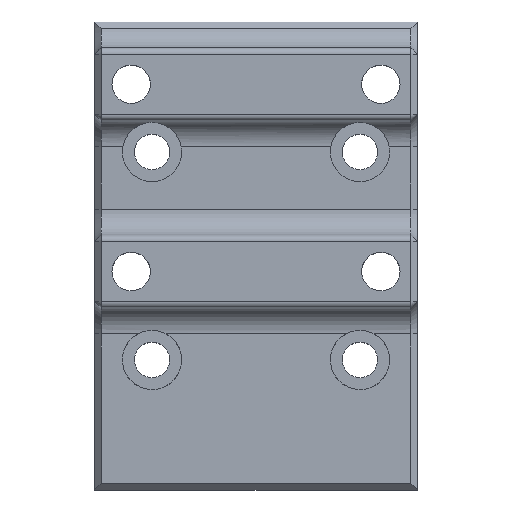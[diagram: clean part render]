
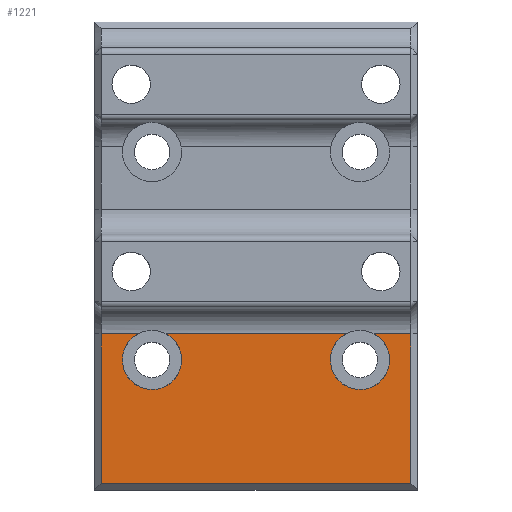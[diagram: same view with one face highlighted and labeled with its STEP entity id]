
A CAD part, top view. The second image highlights one B-rep face of the part: STEP entity #1221.
In plain terms, the highlighted planar face has unit normal (0, 0, 1).
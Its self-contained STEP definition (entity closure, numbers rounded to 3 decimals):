
#75=PLANE('',#1342);
#134=FACE_OUTER_BOUND('',#213,.T.);
#213=EDGE_LOOP('',(#988,#989,#990,#991,#992,#993,#994,#995,#996,#997));
#300=LINE('',#1903,#415);
#302=LINE('',#1907,#417);
#310=LINE('',#1926,#425);
#339=LINE('',#2003,#454);
#340=LINE('',#2009,#455);
#341=LINE('',#2014,#456);
#415=VECTOR('',#1521,10.);
#417=VECTOR('',#1525,10.);
#425=VECTOR('',#1543,10.);
#454=VECTOR('',#1628,10.);
#455=VECTOR('',#1633,10.);
#456=VECTOR('',#1638,10.);
#520=CIRCLE('',#1343,2.85);
#521=CIRCLE('',#1344,2.85);
#522=CIRCLE('',#1345,2.85);
#523=CIRCLE('',#1346,2.85);
#583=VERTEX_POINT('',#1900);
#584=VERTEX_POINT('',#1902);
#585=VERTEX_POINT('',#1906);
#591=VERTEX_POINT('',#1921);
#611=VERTEX_POINT('',#2002);
#612=VERTEX_POINT('',#2004);
#613=VERTEX_POINT('',#2006);
#614=VERTEX_POINT('',#2008);
#615=VERTEX_POINT('',#2010);
#616=VERTEX_POINT('',#2012);
#703=EDGE_CURVE('',#583,#584,#300,.T.);
#705=EDGE_CURVE('',#584,#585,#302,.T.);
#715=EDGE_CURVE('',#585,#591,#310,.T.);
#755=EDGE_CURVE('',#611,#583,#339,.T.);
#756=EDGE_CURVE('',#611,#612,#520,.T.);
#757=EDGE_CURVE('',#612,#613,#521,.T.);
#758=EDGE_CURVE('',#614,#613,#340,.T.);
#759=EDGE_CURVE('',#614,#615,#522,.T.);
#760=EDGE_CURVE('',#615,#616,#523,.T.);
#761=EDGE_CURVE('',#591,#616,#341,.T.);
#988=ORIENTED_EDGE('',*,*,#715,.F.);
#989=ORIENTED_EDGE('',*,*,#705,.F.);
#990=ORIENTED_EDGE('',*,*,#703,.F.);
#991=ORIENTED_EDGE('',*,*,#755,.F.);
#992=ORIENTED_EDGE('',*,*,#756,.T.);
#993=ORIENTED_EDGE('',*,*,#757,.T.);
#994=ORIENTED_EDGE('',*,*,#758,.F.);
#995=ORIENTED_EDGE('',*,*,#759,.T.);
#996=ORIENTED_EDGE('',*,*,#760,.T.);
#997=ORIENTED_EDGE('',*,*,#761,.F.);
#1221=ADVANCED_FACE('',(#134),#75,.T.);
#1342=AXIS2_PLACEMENT_3D('',#2001,#1626,#1627);
#1343=AXIS2_PLACEMENT_3D('',#2005,#1629,#1630);
#1344=AXIS2_PLACEMENT_3D('',#2007,#1631,#1632);
#1345=AXIS2_PLACEMENT_3D('',#2011,#1634,#1635);
#1346=AXIS2_PLACEMENT_3D('',#2013,#1636,#1637);
#1521=DIRECTION('',(0.,-1.,0.));
#1525=DIRECTION('',(-1.,0.,0.));
#1543=DIRECTION('',(0.,1.,0.));
#1626=DIRECTION('center_axis',(0.,0.,1.));
#1627=DIRECTION('ref_axis',(1.,0.,0.));
#1628=DIRECTION('',(1.,0.,0.));
#1629=DIRECTION('center_axis',(0.,0.,-1.));
#1630=DIRECTION('ref_axis',(-1.,0.,0.));
#1631=DIRECTION('center_axis',(0.,0.,-1.));
#1632=DIRECTION('ref_axis',(-1.,0.,0.));
#1633=DIRECTION('',(1.,0.,0.));
#1634=DIRECTION('center_axis',(0.,0.,-1.));
#1635=DIRECTION('ref_axis',(-1.,0.,0.));
#1636=DIRECTION('center_axis',(0.,0.,-1.));
#1637=DIRECTION('ref_axis',(-1.,0.,0.));
#1638=DIRECTION('',(1.,0.,0.));
#1900=CARTESIAN_POINT('',(30.4,15.,5.2));
#1902=CARTESIAN_POINT('',(30.4,0.6,5.2));
#1903=CARTESIAN_POINT('',(30.4,11.25,5.2));
#1906=CARTESIAN_POINT('',(0.6,0.6,5.2));
#1907=CARTESIAN_POINT('',(7.75,0.6,5.2));
#1921=CARTESIAN_POINT('',(0.6,15.,5.2));
#1926=CARTESIAN_POINT('',(0.6,33.75,5.2));
#2001=CARTESIAN_POINT('Origin',(15.5,22.5,5.2));
#2002=CARTESIAN_POINT('',(26.868,15.,5.2));
#2003=CARTESIAN_POINT('',(7.75,15.,5.2));
#2004=CARTESIAN_POINT('',(28.35,12.5,5.2));
#2005=CARTESIAN_POINT('Origin',(25.5,12.5,5.2));
#2006=CARTESIAN_POINT('',(24.132,15.,5.2));
#2007=CARTESIAN_POINT('Origin',(25.5,12.5,5.2));
#2008=CARTESIAN_POINT('',(6.868,15.,5.2));
#2009=CARTESIAN_POINT('',(7.75,15.,5.2));
#2010=CARTESIAN_POINT('',(8.35,12.5,5.2));
#2011=CARTESIAN_POINT('Origin',(5.5,12.5,5.2));
#2012=CARTESIAN_POINT('',(4.132,15.,5.2));
#2013=CARTESIAN_POINT('Origin',(5.5,12.5,5.2));
#2014=CARTESIAN_POINT('',(7.75,15.,5.2));
